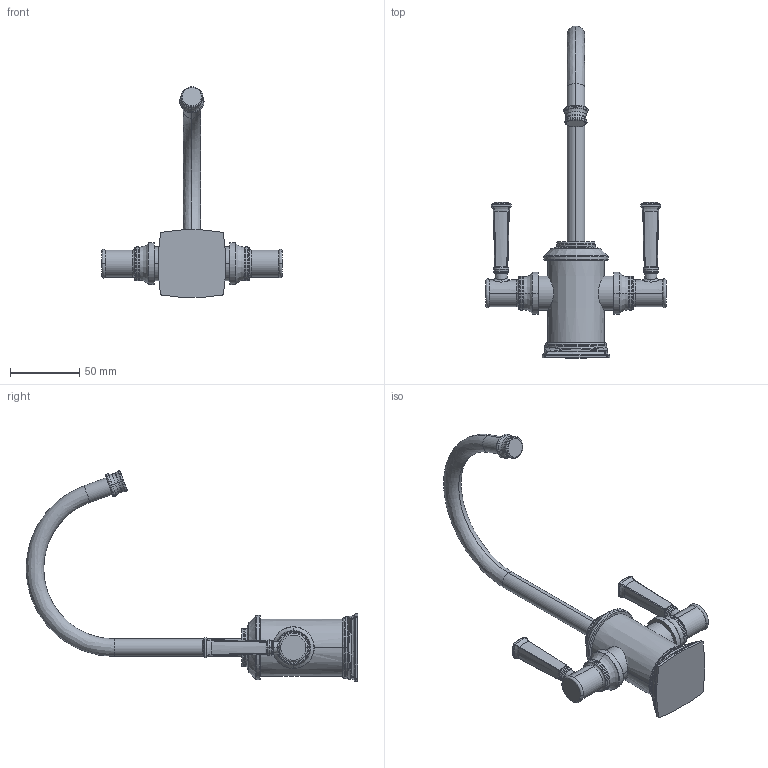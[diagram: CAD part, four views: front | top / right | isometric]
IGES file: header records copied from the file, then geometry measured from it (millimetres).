
Start section:  PTC IGES file: 3160-5603.igs
Global section: file name: 3160-5603.igs; native system: Creo Parametric by PTC Inc.; preprocessor: 2018400; author: jinson.thomas; organization: Unknown; date: 20210421.164222; units: inch
Bounding box: 130.18 x 239.4 x 152.02 mm (x, y, z)
Volume: 198865.5 mm3; surface area: 39514.1 mm2
Topology: 1 solids, 1 shells, 394 faces, 821 edges, 441 vertices
Faces by surface type: revolution 272, bspline 122
